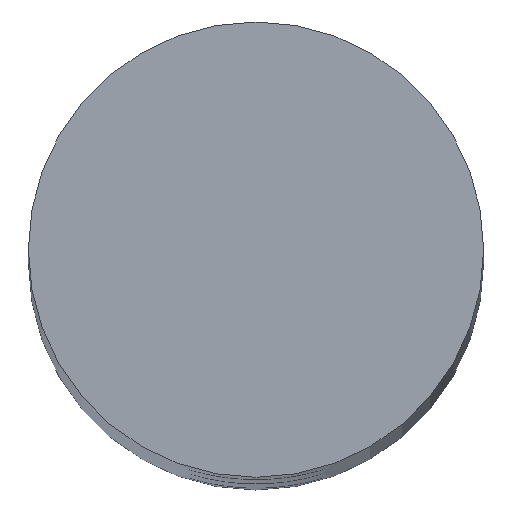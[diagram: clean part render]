
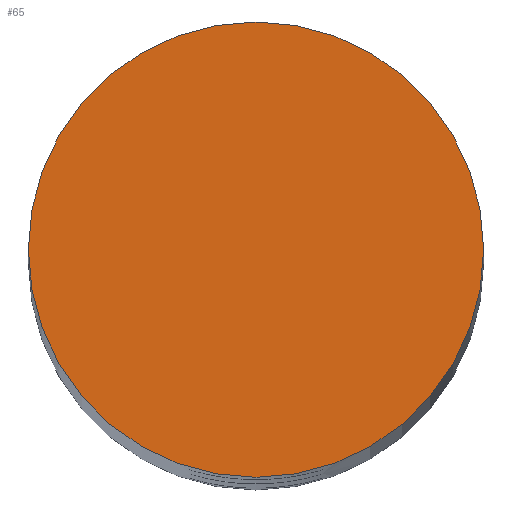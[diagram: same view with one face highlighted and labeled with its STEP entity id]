
A CAD part, top view. The second image highlights one B-rep face of the part: STEP entity #65.
In plain terms, the highlighted planar face has unit normal (0, 0, 1).
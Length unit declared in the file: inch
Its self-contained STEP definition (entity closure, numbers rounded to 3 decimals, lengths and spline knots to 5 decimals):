
#49 = CARTESIAN_POINT ( 'NONE',  ( -0.75, 2.5, 0. ) ) ;
#65 = ADVANCED_FACE ( 'NONE', ( #1266 ), #613, .T. ) ;
#136 = CARTESIAN_POINT ( 'NONE',  ( 0.75, 2.5, 0. ) ) ;
#160 = AXIS2_PLACEMENT_3D ( 'NONE', #393, #724, #760 ) ;
#320 = EDGE_CURVE ( 'NONE', #994, #1077, #1390, .T. ) ;
#393 = CARTESIAN_POINT ( 'NONE',  ( 0., 2.5, 0. ) ) ;
#436 = DIRECTION ( 'NONE',  ( 0., 0., 1. ) ) ;
#497 = AXIS2_PLACEMENT_3D ( 'NONE', #813, #827, #596 ) ;
#528 = ORIENTED_EDGE ( 'NONE', *, *, #715, .T. ) ;
#596 = DIRECTION ( 'NONE',  ( 1., 0., 0. ) ) ;
#607 = AXIS2_PLACEMENT_3D ( 'NONE', #1089, #436, #855 ) ;
#613 = PLANE ( 'NONE',  #160 ) ;
#715 = EDGE_CURVE ( 'NONE', #1077, #994, #742, .T. ) ;
#724 = DIRECTION ( 'NONE',  ( 0., 0., 1. ) ) ;
#742 = CIRCLE ( 'NONE', #497, 0.75 ) ;
#760 = DIRECTION ( 'NONE',  ( 1., 0., 0. ) ) ;
#813 = CARTESIAN_POINT ( 'NONE',  ( 0., 2.5, 0. ) ) ;
#827 = DIRECTION ( 'NONE',  ( 0., 0., 1. ) ) ;
#836 = EDGE_LOOP ( 'NONE', ( #840, #528 ) ) ;
#840 = ORIENTED_EDGE ( 'NONE', *, *, #320, .T. ) ;
#855 = DIRECTION ( 'NONE',  ( 1., 0., 0. ) ) ;
#994 = VERTEX_POINT ( 'NONE', #136 ) ;
#1077 = VERTEX_POINT ( 'NONE', #49 ) ;
#1089 = CARTESIAN_POINT ( 'NONE',  ( 0., 2.5, 0. ) ) ;
#1266 = FACE_OUTER_BOUND ( 'NONE', #836, .T. ) ;
#1390 = CIRCLE ( 'NONE', #607, 0.75 ) ;
